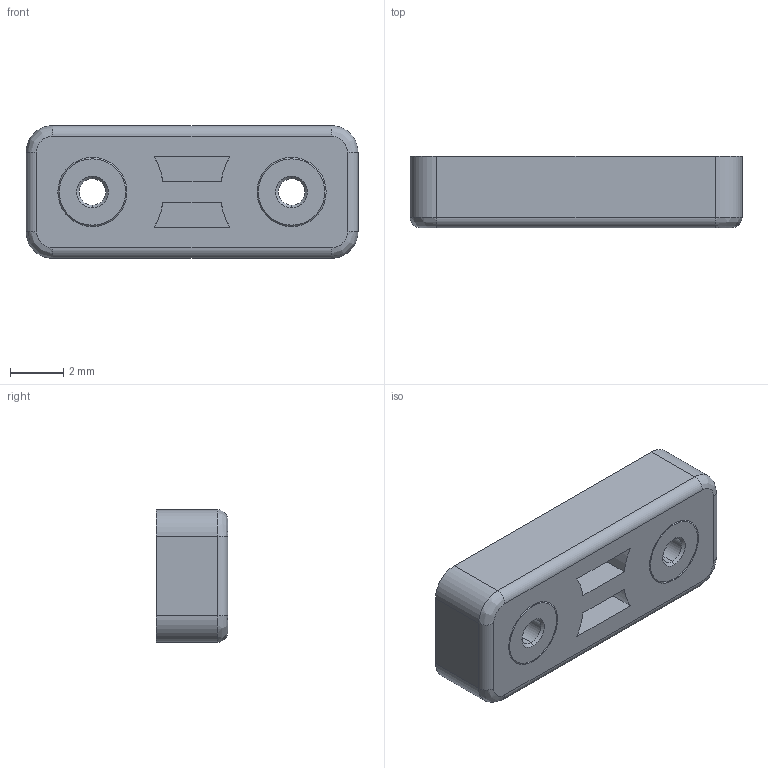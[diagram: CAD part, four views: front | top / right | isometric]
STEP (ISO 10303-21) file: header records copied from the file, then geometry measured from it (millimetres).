
FILE_DESCRIPTION (( 'STEP AP214' ), '1' );
FILE_NAME ('DRJ-0006.step', '2015-02-11T17:11:51', ( 'Alexandre' ), ( '' ), 'SwSTEP 2.0', 'SolidWorks 2015', '' );
FILE_SCHEMA (( 'AUTOMOTIVE_DESIGN' ));
Length unit declared in the file: millimetre
Products named in the file (1): DRJ-0006
Bounding box: 12.5 x 2.7 x 5 mm (x, y, z)
Surface area: 259.9 mm2 (no closed solid volume)
Topology: 0 solids, 3 shells, 55 faces, 136 edges, 88 vertices
Faces by surface type: cylinder 22, plane 17, cone 12, bspline 4
Entity records: 2368 total; most frequent: CARTESIAN_POINT 400, DIRECTION 304, ORIENTED_EDGE 248, EDGE_CURVE 136, AXIS2_PLACEMENT_3D 120, VERTEX_POINT 88, CIRCLE 68, EDGE_LOOP 66
